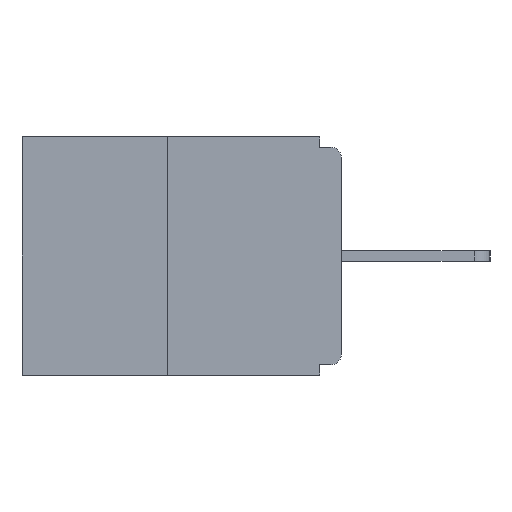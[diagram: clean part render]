
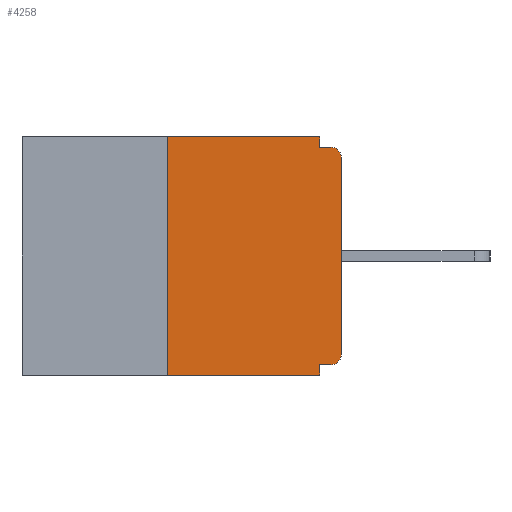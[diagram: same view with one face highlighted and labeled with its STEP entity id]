
A CAD part, left-side view. The second image highlights one B-rep face of the part: STEP entity #4258.
In plain terms, the highlighted planar face has unit normal (-1, 0, 0).
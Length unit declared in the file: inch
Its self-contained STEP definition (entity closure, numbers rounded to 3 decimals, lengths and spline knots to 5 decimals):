
#29 = AXIS2_PLACEMENT_3D ( 'NONE', #5873, #10559, #9498 ) ;
#55 = AXIS2_PLACEMENT_3D ( 'NONE', #8725, #8716, #8714 ) ;
#137 = DIRECTION ( 'NONE',  ( 0., 0., 1. ) ) ;
#230 = EDGE_CURVE ( 'NONE', #1194, #9387, #4036, .T. ) ;
#718 = EDGE_CURVE ( 'NONE', #2067, #9893, #10241, .T. ) ;
#853 = VERTEX_POINT ( 'NONE', #4051 ) ;
#1076 = EDGE_CURVE ( 'NONE', #853, #9387, #5517, .T. ) ;
#1194 = VERTEX_POINT ( 'NONE', #8262 ) ;
#1218 = CARTESIAN_POINT ( 'NONE',  ( 0., 0.46, -0.343 ) ) ;
#1617 = CARTESIAN_POINT ( 'NONE',  ( 0., 0., 0. ) ) ;
#1764 = CARTESIAN_POINT ( 'NONE',  ( 0., 0.25, 0. ) ) ;
#1814 = DIRECTION ( 'NONE',  ( 0., 0., -1. ) ) ;
#1863 = CARTESIAN_POINT ( 'NONE',  ( 0., 0.031, 0. ) ) ;
#2067 = VERTEX_POINT ( 'NONE', #3171 ) ;
#2223 = VECTOR ( 'NONE', #3175, 39.37008 ) ;
#2377 = VERTEX_POINT ( 'NONE', #4073 ) ;
#2503 = LINE ( 'NONE', #1218, #6906 ) ;
#2547 = CARTESIAN_POINT ( 'NONE',  ( 0., 0.46, 0. ) ) ;
#2736 = EDGE_CURVE ( 'NONE', #9776, #10734, #8787, .T. ) ;
#2784 = VERTEX_POINT ( 'NONE', #9169 ) ;
#2814 = EDGE_CURVE ( 'NONE', #9776, #2784, #2503, .T. ) ;
#2832 = VECTOR ( 'NONE', #4152, 39.37008 ) ;
#3060 = DIRECTION ( 'NONE',  ( 0., 0., -1. ) ) ;
#3077 = DIRECTION ( 'NONE',  ( -1., 0., 0. ) ) ;
#3089 = CARTESIAN_POINT ( 'NONE',  ( 0., 0.015, -0.03 ) ) ;
#3128 = EDGE_CURVE ( 'NONE', #9936, #2784, #8659, .T. ) ;
#3171 = CARTESIAN_POINT ( 'NONE',  ( 0., 0.015, -0.328 ) ) ;
#3172 = CARTESIAN_POINT ( 'NONE',  ( 0., 0., -0.328 ) ) ;
#3175 = DIRECTION ( 'NONE',  ( 0., 1., 0. ) ) ;
#3528 = EDGE_CURVE ( 'NONE', #2377, #1194, #9043, .T. ) ;
#3702 = DIRECTION ( 'NONE',  ( 0., 0., 1. ) ) ;
#3935 = EDGE_LOOP ( 'NONE', ( #4384, #4414, #4426, #4450, #4486, #4500, #4508, #4522, #4532, #4534 ) ) ;
#3992 = EDGE_CURVE ( 'NONE', #2067, #9936, #10206, .T. ) ;
#4036 = LINE ( 'NONE', #7484, #10257 ) ;
#4051 = CARTESIAN_POINT ( 'NONE',  ( 0., 0., -0.03 ) ) ;
#4073 = CARTESIAN_POINT ( 'NONE',  ( 0., 0.031, 0. ) ) ;
#4152 = DIRECTION ( 'NONE',  ( 0., -1., 0. ) ) ;
#4203 = EDGE_CURVE ( 'NONE', #10734, #2377, #9356, .T. ) ;
#4258 = ADVANCED_FACE ( 'NONE', ( #6212 ), #7405, .F. ) ;
#4384 = ORIENTED_EDGE ( 'NONE', *, *, #4203, .F. ) ;
#4414 = ORIENTED_EDGE ( 'NONE', *, *, #2736, .F. ) ;
#4426 = ORIENTED_EDGE ( 'NONE', *, *, #2814, .T. ) ;
#4450 = ORIENTED_EDGE ( 'NONE', *, *, #3128, .F. ) ;
#4486 = ORIENTED_EDGE ( 'NONE', *, *, #3992, .F. ) ;
#4500 = ORIENTED_EDGE ( 'NONE', *, *, #718, .T. ) ;
#4508 = ORIENTED_EDGE ( 'NONE', *, *, #8954, .T. ) ;
#4522 = ORIENTED_EDGE ( 'NONE', *, *, #1076, .T. ) ;
#4532 = ORIENTED_EDGE ( 'NONE', *, *, #230, .F. ) ;
#4534 = ORIENTED_EDGE ( 'NONE', *, *, #3528, .F. ) ;
#5517 = CIRCLE ( 'NONE', #7546, 0.015 ) ;
#5873 = CARTESIAN_POINT ( 'NONE',  ( 0., 0.46, 0. ) ) ;
#6180 = CARTESIAN_POINT ( 'NONE',  ( 0., 0., -0.313 ) ) ;
#6212 = FACE_OUTER_BOUND ( 'NONE', #3935, .T. ) ;
#6906 = VECTOR ( 'NONE', #9632, 39.37008 ) ;
#7054 = VECTOR ( 'NONE', #1814, 39.37008 ) ;
#7405 = PLANE ( 'NONE',  #29 ) ;
#7484 = CARTESIAN_POINT ( 'NONE',  ( 0., 0., -0.015 ) ) ;
#7499 = DIRECTION ( 'NONE',  ( 0., -1., 0. ) ) ;
#7546 = AXIS2_PLACEMENT_3D ( 'NONE', #3089, #3077, #3060 ) ;
#8164 = CARTESIAN_POINT ( 'NONE',  ( 0., 0.015, -0.015 ) ) ;
#8262 = CARTESIAN_POINT ( 'NONE',  ( 0., 0.031, -0.015 ) ) ;
#8430 = VECTOR ( 'NONE', #9802, 39.37008 ) ;
#8577 = CARTESIAN_POINT ( 'NONE',  ( 0., 0.25, 0. ) ) ;
#8659 = LINE ( 'NONE', #8698, #8430 ) ;
#8698 = CARTESIAN_POINT ( 'NONE',  ( 0., 0.031, -0.343 ) ) ;
#8714 = DIRECTION ( 'NONE',  ( 0., 0., -1. ) ) ;
#8716 = DIRECTION ( 'NONE',  ( -1., 0., 0. ) ) ;
#8722 = VECTOR ( 'NONE', #3702, 39.37008 ) ;
#8725 = CARTESIAN_POINT ( 'NONE',  ( 0., 0.015, -0.313 ) ) ;
#8787 = LINE ( 'NONE', #1764, #10311 ) ;
#8954 = EDGE_CURVE ( 'NONE', #9893, #853, #10707, .T. ) ;
#9043 = LINE ( 'NONE', #1863, #7054 ) ;
#9169 = CARTESIAN_POINT ( 'NONE',  ( 0., 0.031, -0.343 ) ) ;
#9356 = LINE ( 'NONE', #2547, #2832 ) ;
#9387 = VERTEX_POINT ( 'NONE', #8164 ) ;
#9498 = DIRECTION ( 'NONE',  ( 0., 0., -1. ) ) ;
#9632 = DIRECTION ( 'NONE',  ( 0., -1., 0. ) ) ;
#9776 = VERTEX_POINT ( 'NONE', #10631 ) ;
#9802 = DIRECTION ( 'NONE',  ( 0., 0., -1. ) ) ;
#9893 = VERTEX_POINT ( 'NONE', #6180 ) ;
#9907 = CARTESIAN_POINT ( 'NONE',  ( 0., 0.031, -0.328 ) ) ;
#9936 = VERTEX_POINT ( 'NONE', #9907 ) ;
#10206 = LINE ( 'NONE', #3172, #2223 ) ;
#10241 = CIRCLE ( 'NONE', #55, 0.015 ) ;
#10257 = VECTOR ( 'NONE', #7499, 39.37008 ) ;
#10311 = VECTOR ( 'NONE', #137, 39.37008 ) ;
#10559 = DIRECTION ( 'NONE',  ( 1., 0., 0. ) ) ;
#10631 = CARTESIAN_POINT ( 'NONE',  ( 0., 0.25, -0.343 ) ) ;
#10707 = LINE ( 'NONE', #1617, #8722 ) ;
#10734 = VERTEX_POINT ( 'NONE', #8577 ) ;
